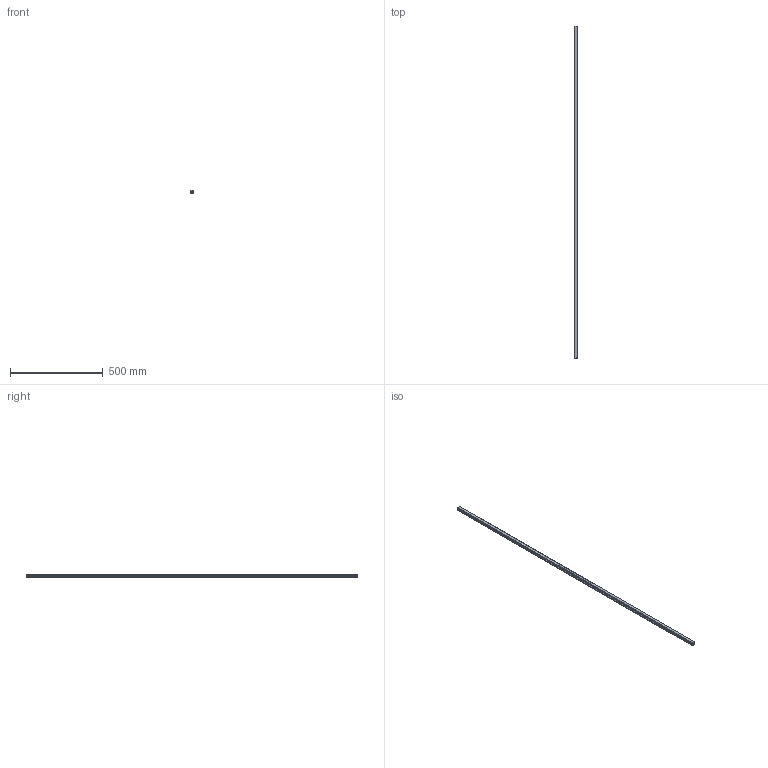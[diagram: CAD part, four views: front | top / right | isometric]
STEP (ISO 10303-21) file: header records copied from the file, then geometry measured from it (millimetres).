
FILE_DESCRIPTION(('STEP AP214'),'1');
FILE_NAME('cctmp_07DF4B8C-5B3D-46EC-8934-C56699839111_2021_01_22_12_28_09_0997..stp','2021-01-22T11:28:10',('HIWIN GmbH'),('CADClick - www.CADClick.com'),'Spatial InterOp 3D',' ','unknown authorization');
FILE_SCHEMA(('AUTOMOTIVE_DESIGN'));
Length unit declared in the file: millimetre
Products named in the file (1): HGR20T1790C_FILE
Bounding box: 20 x 1790 x 17.5 mm (x, y, z)
Volume: 528642.3 mm3; surface area: 142931.7 mm2
Topology: 1 solids, 1 shells, 227 faces, 603 edges, 352 vertices
Faces by surface type: plane 85, cylinder 82, cone 60
Entity records: 8401 total; most frequent: DIRECTION 1163, CARTESIAN_POINT 1123, ORIENTED_EDGE 1086, EDGE_CURVE 543, AXIS2_PLACEMENT_3D 392, LINE 379, VECTOR 379, VERTEX_POINT 352
